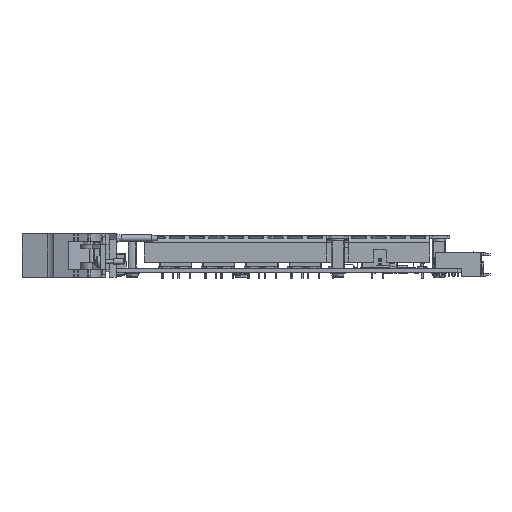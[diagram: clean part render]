
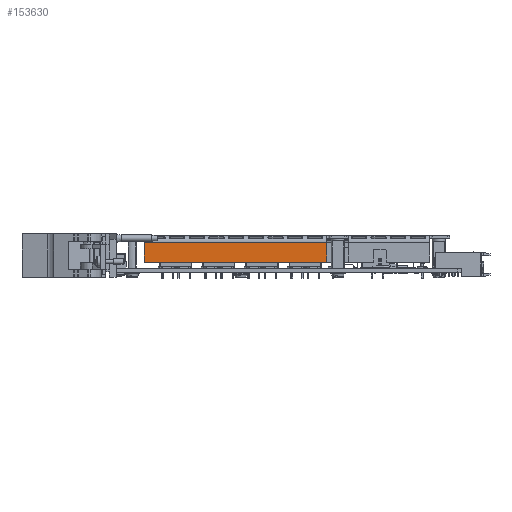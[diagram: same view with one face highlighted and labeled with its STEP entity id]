
A CAD part, top view. The second image highlights one B-rep face of the part: STEP entity #153630.
In plain terms, the highlighted planar face has unit normal (0, 0, 1).
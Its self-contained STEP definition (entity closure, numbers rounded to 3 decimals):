
#32646 = LINE ( 'NONE', #68504, #32656 ) ;
#32656 = VECTOR ( 'NONE', #68537, 1000. ) ;
#32724 = LINE ( 'NONE', #68626, #32732 ) ;
#32732 = VECTOR ( 'NONE', #68636, 1000. ) ;
#32802 = LINE ( 'NONE', #86200, #32818 ) ;
#32818 = VECTOR ( 'NONE', #86202, 1000. ) ;
#32820 = LINE ( 'NONE', #86165, #32824 ) ;
#32824 = VECTOR ( 'NONE', #86163, 1000. ) ;
#38365 = EDGE_CURVE ( 'NONE', #144150, #144148, #32646, .T. ) ;
#38387 = EDGE_CURVE ( 'NONE', #144175, #144150, #32724, .T. ) ;
#38441 = EDGE_CURVE ( 'NONE', #144175, #144229, #32802, .T. ) ;
#38443 = EDGE_CURVE ( 'NONE', #144148, #144229, #32820, .T. ) ;
#68504 = CARTESIAN_POINT ( 'NONE',  ( 2.826, -20.63, 16.517 ) ) ;
#68537 = DIRECTION ( 'NONE',  ( 1., 0., 0. ) ) ;
#68626 = CARTESIAN_POINT ( 'NONE',  ( -80.748, -9.63, 16.517 ) ) ;
#68636 = DIRECTION ( 'NONE',  ( 0., -1., 0. ) ) ;
#86163 = DIRECTION ( 'NONE',  ( 0., 1., 0. ) ) ;
#86165 = CARTESIAN_POINT ( 'NONE',  ( 2.826, -9.63, 16.517 ) ) ;
#86200 = CARTESIAN_POINT ( 'NONE',  ( 2.826, -11.63, 16.517 ) ) ;
#86202 = DIRECTION ( 'NONE',  ( 1., 0., 0. ) ) ;
#123329 = CARTESIAN_POINT ( 'NONE',  ( 2.826, -20.63, 16.517 ) ) ;
#123330 = CARTESIAN_POINT ( 'NONE',  ( -80.748, -20.63, 16.517 ) ) ;
#123364 = CARTESIAN_POINT ( 'NONE',  ( -80.748, -11.63, 16.517 ) ) ;
#123438 = CARTESIAN_POINT ( 'NONE',  ( 2.826, -11.63, 16.517 ) ) ;
#135808 = EDGE_LOOP ( 'NONE', ( #183117, #183120, #183124, #183128 ) ) ;
#141481 = AXIS2_PLACEMENT_3D ( 'NONE', #146252, #146253, #146254 ) ;
#144148 = VERTEX_POINT ( 'NONE', #123329 ) ;
#144150 = VERTEX_POINT ( 'NONE', #123330 ) ;
#144175 = VERTEX_POINT ( 'NONE', #123364 ) ;
#144229 = VERTEX_POINT ( 'NONE', #123438 ) ;
#145015 = FACE_OUTER_BOUND ( 'NONE', #135808, .T. ) ;
#146244 = PLANE ( 'NONE',  #141481 ) ;
#146252 = CARTESIAN_POINT ( 'NONE',  ( 2.826, -9.63, 16.517 ) ) ;
#146253 = DIRECTION ( 'NONE',  ( 0., 0., -1. ) ) ;
#146254 = DIRECTION ( 'NONE',  ( 0., 1., 0. ) ) ;
#153630 = ADVANCED_FACE ( 'NONE', ( #145015 ), #146244, .F. ) ;
#183117 = ORIENTED_EDGE ( 'NONE', *, *, #38441, .F. ) ;
#183120 = ORIENTED_EDGE ( 'NONE', *, *, #38387, .T. ) ;
#183124 = ORIENTED_EDGE ( 'NONE', *, *, #38365, .T. ) ;
#183128 = ORIENTED_EDGE ( 'NONE', *, *, #38443, .T. ) ;
